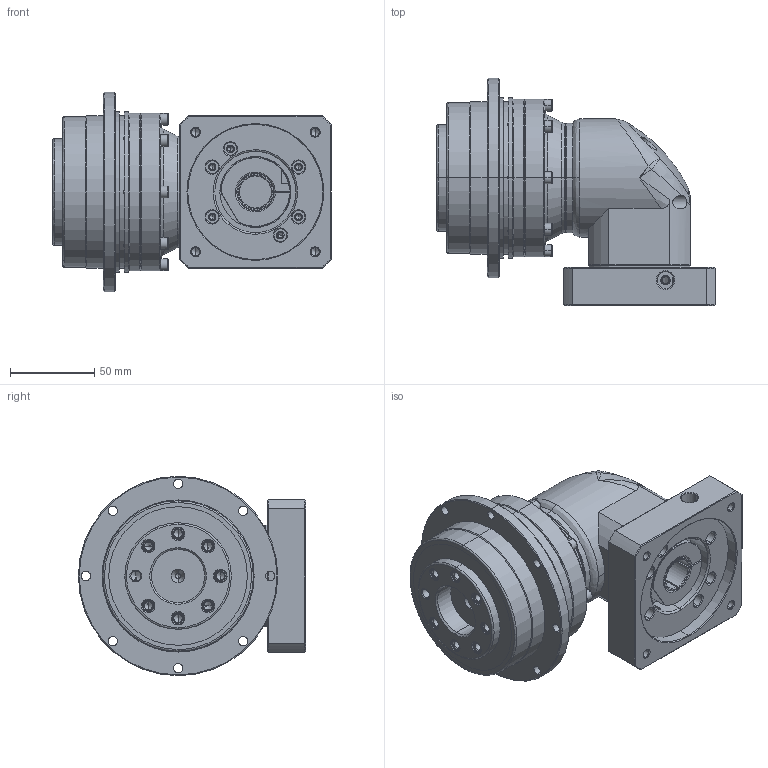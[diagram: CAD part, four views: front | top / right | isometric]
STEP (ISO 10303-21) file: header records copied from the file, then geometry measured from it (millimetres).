
FILE_DESCRIPTION (( 'STEP AP214' ), '1' );
FILE_NAME ('SDL090-L2-19-80-100M6.STEP', '2022-02-25T09:53:58', ( 'admin' ), ( '' ), 'SwSTEP 2.0', 'SolidWorks 2013', '' );
FILE_SCHEMA (( 'AUTOMOTIVE_DESIGN' ));
Length unit declared in the file: millimetre
Products named in the file (6): SD090_X2_8F9351FA7AEF_X0_; SBL060-80-100M6; PB090_X2_4E007EA79F7F570863A5_X0_060; SBL060_X2_8F9351658F7495017D2773AF_X0_-19; SDL060_X2_94DD58F3_X0_-19; SDL090-L2-19-80-100M6
Assembly tree (5 placements, depth 2):
  SDL090-L2-19-80-100M6
    SDL060_X2_94DD58F3_X0_-19
    SBL060_X2_8F9351658F7495017D2773AF_X0_-19
    PB090_X2_4E007EA79F7F570863A5_X0_060
    SBL060-80-100M6
    SD090_X2_8F9351FA7AEF_X0_
Bounding box: 165 x 134.5 x 118 mm (x, y, z)
Volume: 911060.2 mm3; surface area: 143357.6 mm2
Topology: 11 solids, 11 shells, 714 faces, 1746 edges, 1034 vertices
Faces by surface type: cylinder 276, cone 207, plane 181, bspline 48, torus 2
Entity records: 31554 total; most frequent: CARTESIAN_POINT 7013, DIRECTION 3580, ORIENTED_EDGE 3280, EDGE_CURVE 1640, AXIS2_PLACEMENT_3D 1440, VERTEX_POINT 1034, EDGE_LOOP 850, CIRCLE 766
